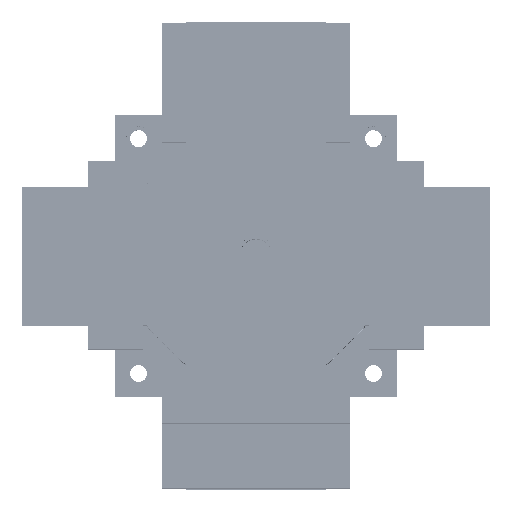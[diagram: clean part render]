
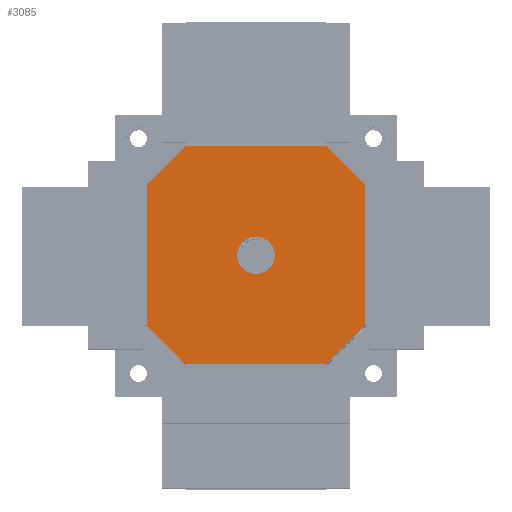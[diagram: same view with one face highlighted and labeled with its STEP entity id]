
A CAD part, top view. The second image highlights one B-rep face of the part: STEP entity #3085.
In plain terms, the highlighted planar face has unit normal (0, 0, 1).
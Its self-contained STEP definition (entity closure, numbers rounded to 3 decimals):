
#3085 = ADVANCED_FACE( '', ( #6654, #6655 ), #6656, .T. );
#6654 = FACE_BOUND( '', #10653, .T. );
#6655 = FACE_OUTER_BOUND( '', #10654, .T. );
#6656 = PLANE( '', #10655 );
#10653 = EDGE_LOOP( '', ( #26193 ) );
#10654 = EDGE_LOOP( '', ( #26194, #26195, #26196, #26197, #26198, #26199, #26200, #26201 ) );
#10655 = AXIS2_PLACEMENT_3D( '', #26202, #26203, #26204 );
#26193 = ORIENTED_EDGE( '', *, *, #30895, .F. );
#26194 = ORIENTED_EDGE( '', *, *, #30893, .F. );
#26195 = ORIENTED_EDGE( '', *, *, #30896, .T. );
#26196 = ORIENTED_EDGE( '', *, *, #30897, .F. );
#26197 = ORIENTED_EDGE( '', *, *, #30898, .T. );
#26198 = ORIENTED_EDGE( '', *, *, #30899, .F. );
#26199 = ORIENTED_EDGE( '', *, *, #30890, .T. );
#26200 = ORIENTED_EDGE( '', *, *, #30900, .F. );
#26201 = ORIENTED_EDGE( '', *, *, #30901, .T. );
#26202 = CARTESIAN_POINT( '', ( -116., -116., 500. ) );
#26203 = DIRECTION( '', ( 0., 0., 1. ) );
#26204 = DIRECTION( '', ( 1., 0., 0. ) );
#30890 = EDGE_CURVE( '', #38286, #38284, #38287, .T. );
#30893 = EDGE_CURVE( '', #38289, #38291, #38292, .T. );
#30895 = EDGE_CURVE( '', #38294, #38294, #38295, .T. );
#30896 = EDGE_CURVE( '', #38289, #38296, #38297, .T. );
#30897 = EDGE_CURVE( '', #38298, #38296, #38299, .T. );
#30898 = EDGE_CURVE( '', #38298, #38300, #38301, .T. );
#30899 = EDGE_CURVE( '', #38286, #38300, #38302, .T. );
#30900 = EDGE_CURVE( '', #38303, #38284, #38304, .T. );
#30901 = EDGE_CURVE( '', #38303, #38291, #38305, .T. );
#38284 = VERTEX_POINT( '', #52754 );
#38286 = VERTEX_POINT( '', #52757 );
#38287 = LINE( '', #52758, #52759 );
#38289 = VERTEX_POINT( '', #52762 );
#38291 = VERTEX_POINT( '', #52765 );
#38292 = LINE( '', #52766, #52767 );
#38294 = VERTEX_POINT( '', #52770 );
#38295 = CIRCLE( '', #52771, 20. );
#38296 = VERTEX_POINT( '', #52772 );
#38297 = LINE( '', #52773, #52774 );
#38298 = VERTEX_POINT( '', #52775 );
#38299 = LINE( '', #52776, #52777 );
#38300 = VERTEX_POINT( '', #52778 );
#38301 = LINE( '', #52779, #52780 );
#38302 = LINE( '', #52781, #52782 );
#38303 = VERTEX_POINT( '', #52783 );
#38304 = LINE( '', #52784, #52785 );
#38305 = LINE( '', #52786, #52787 );
#52754 = CARTESIAN_POINT( '', ( -116., -75., 500. ) );
#52757 = CARTESIAN_POINT( '', ( -116., 75., 500. ) );
#52758 = CARTESIAN_POINT( '', ( -116., 116., 500. ) );
#52759 = VECTOR( '', #57877, 1000. );
#52762 = CARTESIAN_POINT( '', ( 116., -75., 500. ) );
#52765 = CARTESIAN_POINT( '', ( 75., -116., 500. ) );
#52766 = CARTESIAN_POINT( '', ( 116., -75., 500. ) );
#52767 = VECTOR( '', #57880, 1000. );
#52770 = CARTESIAN_POINT( '', ( 14.142, 14.142, 500. ) );
#52771 = AXIS2_PLACEMENT_3D( '', #57882, #57883, #57884 );
#52772 = CARTESIAN_POINT( '', ( 116., 75., 500. ) );
#52773 = CARTESIAN_POINT( '', ( 116., -116., 500. ) );
#52774 = VECTOR( '', #57885, 1000. );
#52775 = CARTESIAN_POINT( '', ( 75., 116., 500. ) );
#52776 = CARTESIAN_POINT( '', ( 75., 116., 500. ) );
#52777 = VECTOR( '', #57886, 1000. );
#52778 = CARTESIAN_POINT( '', ( -75., 116., 500. ) );
#52779 = CARTESIAN_POINT( '', ( 116., 116., 500. ) );
#52780 = VECTOR( '', #57887, 1000. );
#52781 = CARTESIAN_POINT( '', ( -116., 75., 500. ) );
#52782 = VECTOR( '', #57888, 1000. );
#52783 = CARTESIAN_POINT( '', ( -75., -116., 500. ) );
#52784 = CARTESIAN_POINT( '', ( -75., -116., 500. ) );
#52785 = VECTOR( '', #57889, 1000. );
#52786 = CARTESIAN_POINT( '', ( -116., -116., 500. ) );
#52787 = VECTOR( '', #57890, 1000. );
#57877 = DIRECTION( '', ( 0., -1., 0. ) );
#57880 = DIRECTION( '', ( -0.707, -0.707, 0. ) );
#57882 = CARTESIAN_POINT( '', ( 0., 0., 500. ) );
#57883 = DIRECTION( '', ( 0., 0., 1. ) );
#57884 = DIRECTION( '', ( 0.707, 0.707, 0. ) );
#57885 = DIRECTION( '', ( 0., 1., 0. ) );
#57886 = DIRECTION( '', ( 0.707, -0.707, 0. ) );
#57887 = DIRECTION( '', ( -1., 0., 0. ) );
#57888 = DIRECTION( '', ( 0.707, 0.707, 0. ) );
#57889 = DIRECTION( '', ( -0.707, 0.707, 0. ) );
#57890 = DIRECTION( '', ( 1., 0., 0. ) );
